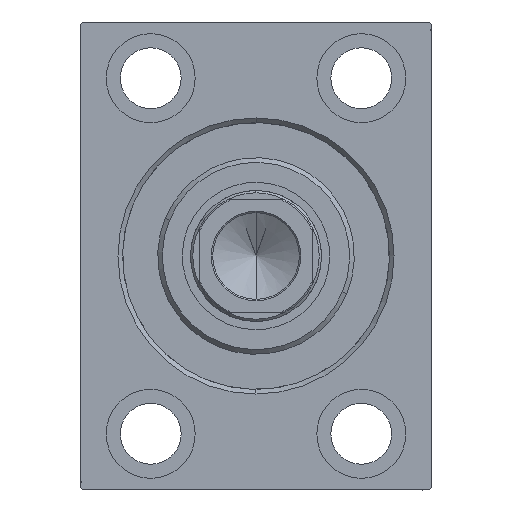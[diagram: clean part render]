
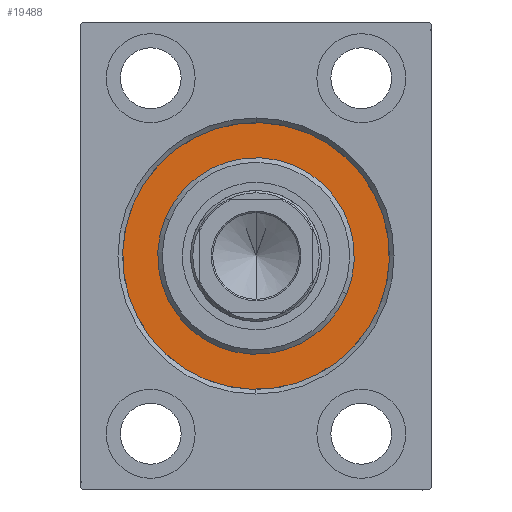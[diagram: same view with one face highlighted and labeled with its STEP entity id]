
A CAD part, left-side view. The second image highlights one B-rep face of the part: STEP entity #19488.
In plain terms, the highlighted face is planar.
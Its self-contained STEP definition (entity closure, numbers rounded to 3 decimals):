
#324 = CARTESIAN_POINT ( 'NONE',  ( 0., 0., 0. ) ) ;
#2558 = CARTESIAN_POINT ( 'NONE',  ( 0., 0., 0. ) ) ;
#4401 = VERTEX_POINT ( 'NONE', #24436 ) ;
#4487 = AXIS2_PLACEMENT_3D ( 'NONE', #2558, #9424, #22938 ) ;
#5666 = CARTESIAN_POINT ( 'NONE',  ( 0., 0., 0. ) ) ;
#6414 = CIRCLE ( 'NONE', #21265, 28.5 ) ;
#7190 = DIRECTION ( 'NONE',  ( 0., 0., 1. ) ) ;
#7224 = ORIENTED_EDGE ( 'NONE', *, *, #30888, .F. ) ;
#9424 = DIRECTION ( 'NONE',  ( 1., 0., 0. ) ) ;
#10935 = DIRECTION ( 'NONE',  ( 0., 0., -1. ) ) ;
#12378 = AXIS2_PLACEMENT_3D ( 'NONE', #5666, #29600, #26264 ) ;
#12815 = CARTESIAN_POINT ( 'NONE',  ( 0., 0., 28.5 ) ) ;
#13738 = EDGE_LOOP ( 'NONE', ( #18129, #33151 ) ) ;
#14363 = CARTESIAN_POINT ( 'NONE',  ( 0., 0., 21. ) ) ;
#15525 = EDGE_CURVE ( 'NONE', #40602, #31963, #35040, .T. ) ;
#17969 = VERTEX_POINT ( 'NONE', #14363 ) ;
#18129 = ORIENTED_EDGE ( 'NONE', *, *, #38355, .F. ) ;
#19488 = ADVANCED_FACE ( 'NONE', ( #40009, #19818 ), #20474, .F. ) ;
#19818 = FACE_OUTER_BOUND ( 'NONE', #37666, .T. ) ;
#20257 = CARTESIAN_POINT ( 'NONE',  ( 0., 0., 0. ) ) ;
#20474 = PLANE ( 'NONE',  #31042 ) ;
#21265 = AXIS2_PLACEMENT_3D ( 'NONE', #32643, #39300, #35320 ) ;
#22240 = EDGE_CURVE ( 'NONE', #4401, #17969, #22605, .T. ) ;
#22605 = CIRCLE ( 'NONE', #23311, 21. ) ;
#22938 = DIRECTION ( 'NONE',  ( 0., 0., -1. ) ) ;
#23156 = DIRECTION ( 'NONE',  ( -1., 0., 0. ) ) ;
#23311 = AXIS2_PLACEMENT_3D ( 'NONE', #324, #31111, #10935 ) ;
#24436 = CARTESIAN_POINT ( 'NONE',  ( 0., 0., -21. ) ) ;
#25871 = ORIENTED_EDGE ( 'NONE', *, *, #15525, .F. ) ;
#25943 = CARTESIAN_POINT ( 'NONE',  ( 0., 0., -28.5 ) ) ;
#26264 = DIRECTION ( 'NONE',  ( 0., 0., 1. ) ) ;
#29600 = DIRECTION ( 'NONE',  ( -1., 0., 0. ) ) ;
#30888 = EDGE_CURVE ( 'NONE', #31963, #40602, #6414, .T. ) ;
#31042 = AXIS2_PLACEMENT_3D ( 'NONE', #20257, #23156, #7190 ) ;
#31111 = DIRECTION ( 'NONE',  ( 1., 0., 0. ) ) ;
#31963 = VERTEX_POINT ( 'NONE', #25943 ) ;
#32643 = CARTESIAN_POINT ( 'NONE',  ( 0., 0., 0. ) ) ;
#33151 = ORIENTED_EDGE ( 'NONE', *, *, #22240, .F. ) ;
#35040 = CIRCLE ( 'NONE', #12378, 28.5 ) ;
#35320 = DIRECTION ( 'NONE',  ( 0., 0., 1. ) ) ;
#37666 = EDGE_LOOP ( 'NONE', ( #7224, #25871 ) ) ;
#38355 = EDGE_CURVE ( 'NONE', #17969, #4401, #39160, .T. ) ;
#39160 = CIRCLE ( 'NONE', #4487, 21. ) ;
#39300 = DIRECTION ( 'NONE',  ( -1., 0., 0. ) ) ;
#40009 = FACE_BOUND ( 'NONE', #13738, .T. ) ;
#40602 = VERTEX_POINT ( 'NONE', #12815 ) ;
